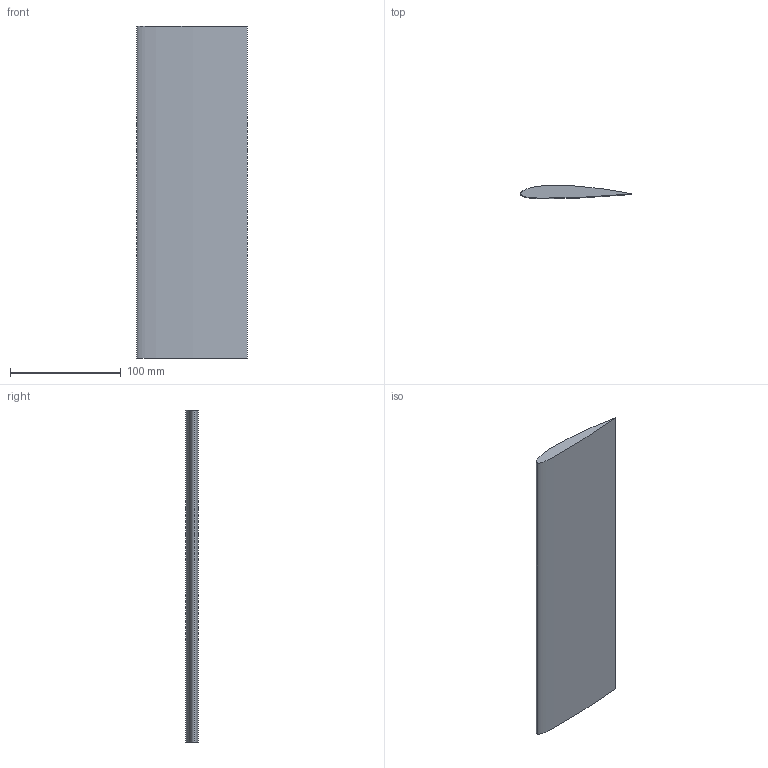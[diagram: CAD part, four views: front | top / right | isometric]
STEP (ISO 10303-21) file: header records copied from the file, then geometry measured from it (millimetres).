
FILE_DESCRIPTION(('Open CASCADE Model'),'2;1');
FILE_NAME('Open CASCADE Shape Model','2024-07-14T17:16:33',('Author'),( 'Open CASCADE'),'Open CASCADE STEP processor 7.5','Open CASCADE 7.5' ,'Unknown');
FILE_SCHEMA(('AUTOMOTIVE_DESIGN { 1 0 10303 214 1 1 1 1 }'));
Length unit declared in the file: metre
Products named in the file (1): Open CASCADE STEP translator 7.5 1
Bounding box: 100.02 x 11.61 x 300 mm (x, y, z)
Volume: 246901 mm3; surface area: 62971.6 mm2
Topology: 1 solids, 1 shells, 5 faces, 9 edges, 6 vertices
Faces by surface type: plane 3, extrusion 2
Entity records: 1244 total; most frequent: CARTESIAN_POINT 1049, DIRECTION 29, VECTOR 21, LINE 19, ORIENTED_EDGE 18, PCURVE 18, DEFINITIONAL_REPRESENTATION 18, B_SPLINE_CURVE_WITH_KNOTS 10
